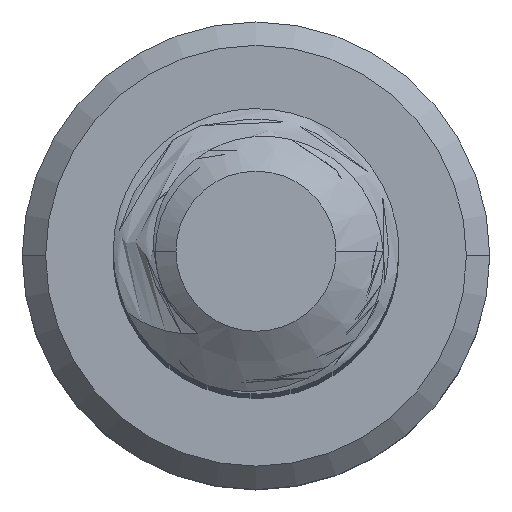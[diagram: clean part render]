
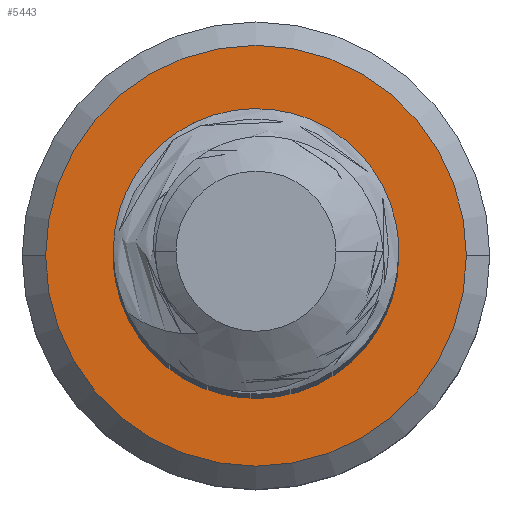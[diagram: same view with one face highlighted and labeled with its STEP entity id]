
A CAD part, top view. The second image highlights one B-rep face of the part: STEP entity #5443.
In plain terms, the highlighted planar face has unit normal (0, 0, 1).
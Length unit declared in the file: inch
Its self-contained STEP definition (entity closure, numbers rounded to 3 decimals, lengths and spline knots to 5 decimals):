
#77 = CARTESIAN_POINT ( 'NONE',  ( 0., -0.0487, -1.25 ) ) ;
#126 = CARTESIAN_POINT ( 'NONE',  ( 0., 0.069, -1.25 ) ) ;
#166 = CARTESIAN_POINT ( 'NONE',  ( 0.04312, -0.02719, -1.25 ) ) ;
#201 = DIRECTION ( 'NONE',  ( 1., 0., 0. ) ) ;
#487 = CARTESIAN_POINT ( 'NONE',  ( 0., 0.069, -1.25 ) ) ;
#784 = CARTESIAN_POINT ( 'NONE',  ( 0., -0.0487, -1.25 ) ) ;
#818 = CARTESIAN_POINT ( 'NONE',  ( -0.052, 0.0446, -1.25 ) ) ;
#879 = AXIS2_PLACEMENT_3D ( 'NONE', #1382, #1374, #1360 ) ;
#889 = CARTESIAN_POINT ( 'NONE',  ( 0.00588, 0.06833, -1.25 ) ) ;
#964 = CARTESIAN_POINT ( 'NONE',  ( 0.01153, 0.06689, -1.25 ) ) ;
#1000 = CARTESIAN_POINT ( 'NONE',  ( 0.03412, -0.03475, -1.25 ) ) ;
#1176 = VERTEX_POINT ( 'NONE', #1529 ) ;
#1181 = VERTEX_POINT ( 'NONE', #1469 ) ;
#1328 = CIRCLE ( 'NONE', #8123, 0.1017 ) ;
#1360 = DIRECTION ( 'NONE',  ( -1., 0., 0. ) ) ;
#1374 = DIRECTION ( 'NONE',  ( 0., 0., 1. ) ) ;
#1382 = CARTESIAN_POINT ( 'NONE',  ( 0., 0., -1.25 ) ) ;
#1469 = CARTESIAN_POINT ( 'NONE',  ( 0.1017, 0., -1.25 ) ) ;
#1529 = CARTESIAN_POINT ( 'NONE',  ( -0.1017, 0., -1.25 ) ) ;
#1548 = CARTESIAN_POINT ( 'NONE',  ( -0.04834, 0.04923, -1.25 ) ) ;
#1581 = ORIENTED_EDGE ( 'NONE', *, *, #9216, .T. ) ;
#1662 = DIRECTION ( 'NONE',  ( 0., 0., -1. ) ) ;
#1787 = CARTESIAN_POINT ( 'NONE',  ( 0.02753, 0.05951, -1.25 ) ) ;
#1801 = AXIS2_PLACEMENT_3D ( 'NONE', #10118, #1662, #7220 ) ;
#1824 = EDGE_LOOP ( 'NONE', ( #4386, #2971 ) ) ;
#1902 = DIRECTION ( 'NONE',  ( 1., 0., 0. ) ) ;
#2031 = DIRECTION ( 'NONE',  ( 0., 0., 1. ) ) ;
#2428 = CARTESIAN_POINT ( 'NONE',  ( -0.04432, -0.03688, -1.25 ) ) ;
#2489 = EDGE_LOOP ( 'NONE', ( #6207, #7184, #6377, #1581 ) ) ;
#2517 = EDGE_CURVE ( 'NONE', #1181, #1176, #4793, .T. ) ;
#2563 = CIRCLE ( 'NONE', #3478, 0.069 ) ;
#2605 = CARTESIAN_POINT ( 'NONE',  ( 0.04868, 0.03892, -1.25 ) ) ;
#2707 = CARTESIAN_POINT ( 'NONE',  ( 0., 0., -1.25 ) ) ;
#2791 = B_SPLINE_CURVE_WITH_KNOTS ( 'NONE', 3,
 ( #784, #10090, #7183, #2428, #7901, #3253, #8647, #4063, #9384, #4882, #10117, #5690, #818, #6436 ),
 .UNSPECIFIED., .F., .F.,
 ( 4, 2, 2, 2, 2, 2, 4 ),
 ( 0., 0.00089, 0.00178, 0.00222, 0.00267, 0.00311, 0.00356 ),
 .UNSPECIFIED. ) ;
#2842 = EDGE_CURVE ( 'NONE', #8661, #10008, #2563, .T. ) ;
#2971 = ORIENTED_EDGE ( 'NONE', *, *, #2517, .T. ) ;
#3253 = CARTESIAN_POINT ( 'NONE',  ( -0.05968, -0.0116, -1.25 ) ) ;
#3415 = CARTESIAN_POINT ( 'NONE',  ( 0.05592, 0.01675, -1.25 ) ) ;
#3478 = AXIS2_PLACEMENT_3D ( 'NONE', #2707, #2031, #1902 ) ;
#3910 = DIRECTION ( 'NONE',  ( 0., 0., 1. ) ) ;
#4063 = CARTESIAN_POINT ( 'NONE',  ( -0.06307, 0.00562, -1.25 ) ) ;
#4064 = PLANE ( 'NONE',  #1801 ) ;
#4237 = CARTESIAN_POINT ( 'NONE',  ( 0.05565, -0.00084, -1.25 ) ) ;
#4386 = ORIENTED_EDGE ( 'NONE', *, *, #9951, .T. ) ;
#4793 = CIRCLE ( 'NONE', #879, 0.1017 ) ;
#4882 = CARTESIAN_POINT ( 'NONE',  ( -0.06148, 0.02312, -1.25 ) ) ;
#5053 = CARTESIAN_POINT ( 'NONE',  ( 0.04983, -0.01748, -1.25 ) ) ;
#5081 = DIRECTION ( 'NONE',  ( 0., 0., -1. ) ) ;
#5176 = FACE_BOUND ( 'NONE', #2489, .T. ) ;
#5267 = B_SPLINE_CURVE_WITH_KNOTS ( 'NONE', 3,
 ( #126, #889, #964, #6564, #1787, #7323, #2605, #8049, #3415, #8800, #4237, #9535, #5053, #166, #5832, #1000 ),
 .UNSPECIFIED., .F., .F.,
 ( 4, 2, 2, 2, 2, 2, 2, 4 ),
 ( 0., 0.00044, 0.00089, 0.00178, 0.00222, 0.00267, 0.00311, 0.00355 ),
 .UNSPECIFIED. ) ;
#5443 = ADVANCED_FACE ( 'NONE', ( #7436, #5176 ), #4064, .F. ) ;
#5504 = AXIS2_PLACEMENT_3D ( 'NONE', #9564, #5081, #201 ) ;
#5690 = CARTESIAN_POINT ( 'NONE',  ( -0.05507, 0.03952, -1.25 ) ) ;
#5832 = CARTESIAN_POINT ( 'NONE',  ( 0.03902, -0.03141, -1.25 ) ) ;
#6207 = ORIENTED_EDGE ( 'NONE', *, *, #2842, .F. ) ;
#6377 = ORIENTED_EDGE ( 'NONE', *, *, #9412, .T. ) ;
#6436 = CARTESIAN_POINT ( 'NONE',  ( -0.04834, 0.04923, -1.25 ) ) ;
#6564 = CARTESIAN_POINT ( 'NONE',  ( 0.02239, 0.06248, -1.25 ) ) ;
#6750 = CARTESIAN_POINT ( 'NONE',  ( 0.03412, -0.03475, -1.25 ) ) ;
#7183 = CARTESIAN_POINT ( 'NONE',  ( -0.02368, -0.04845, -1.25 ) ) ;
#7184 = ORIENTED_EDGE ( 'NONE', *, *, #9387, .T. ) ;
#7220 = DIRECTION ( 'NONE',  ( -1., 0., 0. ) ) ;
#7323 = CARTESIAN_POINT ( 'NONE',  ( 0.04135, 0.04877, -1.25 ) ) ;
#7436 = FACE_OUTER_BOUND ( 'NONE', #1824, .T. ) ;
#7717 = VERTEX_POINT ( 'NONE', #6750 ) ;
#7901 = CARTESIAN_POINT ( 'NONE',  ( -0.05226, -0.02769, -1.25 ) ) ;
#8049 = CARTESIAN_POINT ( 'NONE',  ( 0.05477, 0.0225, -1.25 ) ) ;
#8060 = VERTEX_POINT ( 'NONE', #77 ) ;
#8123 = AXIS2_PLACEMENT_3D ( 'NONE', #8514, #3910, #9258 ) ;
#8199 = CIRCLE ( 'NONE', #5504, 0.0487 ) ;
#8514 = CARTESIAN_POINT ( 'NONE',  ( 0., 0., -1.25 ) ) ;
#8647 = CARTESIAN_POINT ( 'NONE',  ( -0.06135, -0.00599, -1.25 ) ) ;
#8661 = VERTEX_POINT ( 'NONE', #487 ) ;
#8800 = CARTESIAN_POINT ( 'NONE',  ( 0.05636, 0.00496, -1.25 ) ) ;
#9216 = EDGE_CURVE ( 'NONE', #8060, #10008, #2791, .T. ) ;
#9258 = DIRECTION ( 'NONE',  ( -1., 0., 0. ) ) ;
#9384 = CARTESIAN_POINT ( 'NONE',  ( -0.06309, 0.01154, -1.25 ) ) ;
#9387 = EDGE_CURVE ( 'NONE', #8661, #7717, #5267, .T. ) ;
#9412 = EDGE_CURVE ( 'NONE', #7717, #8060, #8199, .T. ) ;
#9535 = CARTESIAN_POINT ( 'NONE',  ( 0.05234, -0.0122, -1.25 ) ) ;
#9564 = CARTESIAN_POINT ( 'NONE',  ( 0., 0., -1.25 ) ) ;
#9951 = EDGE_CURVE ( 'NONE', #1176, #1181, #1328, .T. ) ;
#10008 = VERTEX_POINT ( 'NONE', #1548 ) ;
#10090 = CARTESIAN_POINT ( 'NONE',  ( -0.01169, -0.05058, -1.25 ) ) ;
#10117 = CARTESIAN_POINT ( 'NONE',  ( -0.05982, 0.02885, -1.25 ) ) ;
#10118 = CARTESIAN_POINT ( 'NONE',  ( 0., 0., -1.25 ) ) ;
